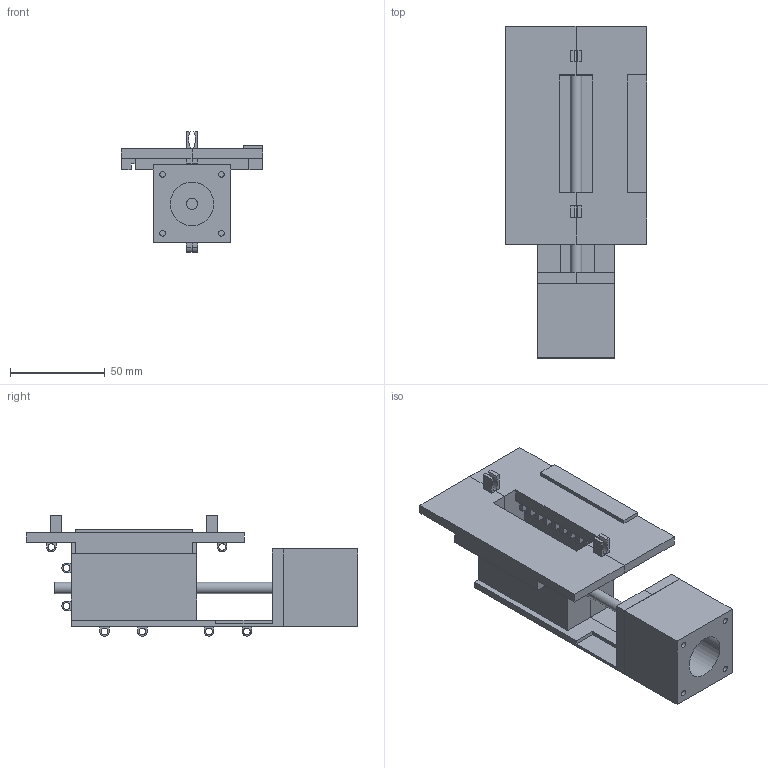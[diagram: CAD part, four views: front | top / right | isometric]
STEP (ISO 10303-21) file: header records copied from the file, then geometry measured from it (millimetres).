
FILE_DESCRIPTION(/* description */ (''),/* implementation_level */ '2;1');
FILE_NAME(/* name */ 'Infusion Pump CAD (Printed) v1.step',/* time_stamp */ '2022-09-12T11:56:03+05:30',/* author */ (''),/* organization */ (''),/* preprocessor_version */ 'ST-DEVELOPER v19',/* originating_system */ 'Autodesk Translation Framework v11.7.0.108',/* authorisation */ '');
FILE_SCHEMA (('AUTOMOTIVE_DESIGN { 1 0 10303 214 3 1 1 }'));
Length unit declared in the file: millimetre
Products named in the file (5): Infusion Pump CAD (Printed); Left Half; Right Half; Motor; Shaft
Assembly tree (4 placements, depth 2):
  Infusion Pump CAD (Printed)
    Left Half
    Right Half
    Motor
    Shaft
Bounding box: 74.4 x 174.79 x 63.5 mm (x, y, z)
Volume: 154226.8 mm3; surface area: 70536.7 mm2
Topology: 5 solids, 5 shells, 374 faces, 1081 edges, 717 vertices
Faces by surface type: plane 314, cylinder 53, bspline 4, cone 3
Full cylindrical faces by diameter (mm): 3 x11, 3.5 x16, 6 x2, 23 x2
Entity records: 12409 total; most frequent: CARTESIAN_POINT 2214, ORIENTED_EDGE 2156, DIRECTION 1950, EDGE_CURVE 1078, LINE 964, VECTOR 964, VERTEX_POINT 717, AXIS2_PLACEMENT_3D 493
